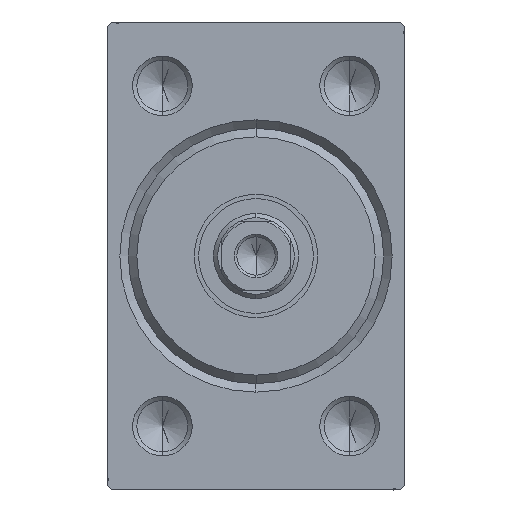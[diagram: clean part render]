
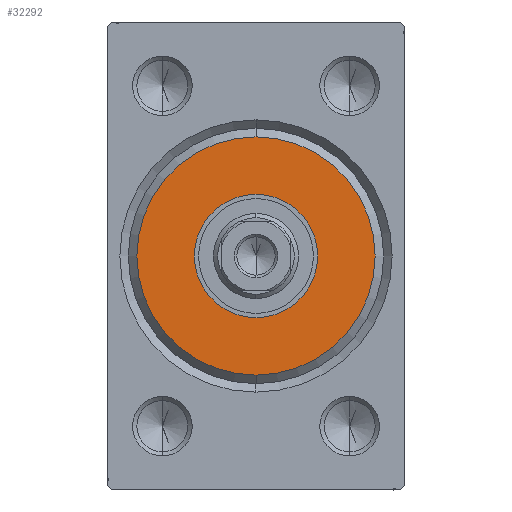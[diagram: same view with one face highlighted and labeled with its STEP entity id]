
A CAD part, left-side view. The second image highlights one B-rep face of the part: STEP entity #32292.
In plain terms, the highlighted face is planar.
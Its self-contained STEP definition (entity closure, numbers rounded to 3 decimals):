
#621 = DIRECTION ( 'NONE',  ( 0., 0., -1. ) ) ;
#2158 = EDGE_CURVE ( 'NONE', #34668, #9007, #12993, .T. ) ;
#2411 = CARTESIAN_POINT ( 'NONE',  ( 3., 0., 14. ) ) ;
#3640 = CARTESIAN_POINT ( 'NONE',  ( 3., 0., 7.25 ) ) ;
#3761 = EDGE_LOOP ( 'NONE', ( #33135, #26658 ) ) ;
#4864 = CARTESIAN_POINT ( 'NONE',  ( 3., 0., 0. ) ) ;
#5098 = CARTESIAN_POINT ( 'NONE',  ( 3., 0., 0. ) ) ;
#6137 = AXIS2_PLACEMENT_3D ( 'NONE', #5098, #9132, #22756 ) ;
#6701 = VERTEX_POINT ( 'NONE', #39110 ) ;
#8013 = CIRCLE ( 'NONE', #32261, 14. ) ;
#9007 = VERTEX_POINT ( 'NONE', #3640 ) ;
#9132 = DIRECTION ( 'NONE',  ( 1., 0., 0. ) ) ;
#10428 = DIRECTION ( 'NONE',  ( 1., 0., 0. ) ) ;
#10542 = CARTESIAN_POINT ( 'NONE',  ( 3., 0., -7.25 ) ) ;
#10811 = ORIENTED_EDGE ( 'NONE', *, *, #17827, .F. ) ;
#11566 = AXIS2_PLACEMENT_3D ( 'NONE', #24395, #23739, #37787 ) ;
#12993 = CIRCLE ( 'NONE', #25117, 7.25 ) ;
#13777 = CARTESIAN_POINT ( 'NONE',  ( 3., 0., 0. ) ) ;
#17827 = EDGE_CURVE ( 'NONE', #9007, #34668, #41826, .T. ) ;
#17845 = ORIENTED_EDGE ( 'NONE', *, *, #2158, .F. ) ;
#18498 = DIRECTION ( 'NONE',  ( 0., 0., -1. ) ) ;
#20481 = DIRECTION ( 'NONE',  ( 0., 0., -1. ) ) ;
#21835 = DIRECTION ( 'NONE',  ( 1., 0., 0. ) ) ;
#22756 = DIRECTION ( 'NONE',  ( 0., 0., -1. ) ) ;
#23739 = DIRECTION ( 'NONE',  ( 1., 0., 0. ) ) ;
#24395 = CARTESIAN_POINT ( 'NONE',  ( 3., 0., 0. ) ) ;
#25054 = AXIS2_PLACEMENT_3D ( 'NONE', #4864, #38388, #18498 ) ;
#25117 = AXIS2_PLACEMENT_3D ( 'NONE', #35233, #21835, #621 ) ;
#26658 = ORIENTED_EDGE ( 'NONE', *, *, #31687, .T. ) ;
#27231 = CIRCLE ( 'NONE', #25054, 14. ) ;
#27319 = FACE_BOUND ( 'NONE', #32348, .T. ) ;
#29209 = VERTEX_POINT ( 'NONE', #2411 ) ;
#31687 = EDGE_CURVE ( 'NONE', #6701, #29209, #27231, .T. ) ;
#32261 = AXIS2_PLACEMENT_3D ( 'NONE', #13777, #10428, #20481 ) ;
#32292 = ADVANCED_FACE ( 'NONE', ( #37580, #27319 ), #41166, .T. ) ;
#32348 = EDGE_LOOP ( 'NONE', ( #17845, #10811 ) ) ;
#33135 = ORIENTED_EDGE ( 'NONE', *, *, #34153, .T. ) ;
#34153 = EDGE_CURVE ( 'NONE', #29209, #6701, #8013, .T. ) ;
#34668 = VERTEX_POINT ( 'NONE', #10542 ) ;
#35233 = CARTESIAN_POINT ( 'NONE',  ( 3., 0., 0. ) ) ;
#37580 = FACE_OUTER_BOUND ( 'NONE', #3761, .T. ) ;
#37787 = DIRECTION ( 'NONE',  ( 0., 0., -1. ) ) ;
#38388 = DIRECTION ( 'NONE',  ( 1., 0., 0. ) ) ;
#39110 = CARTESIAN_POINT ( 'NONE',  ( 3., 0., -14. ) ) ;
#41166 = PLANE ( 'NONE',  #11566 ) ;
#41826 = CIRCLE ( 'NONE', #6137, 7.25 ) ;
